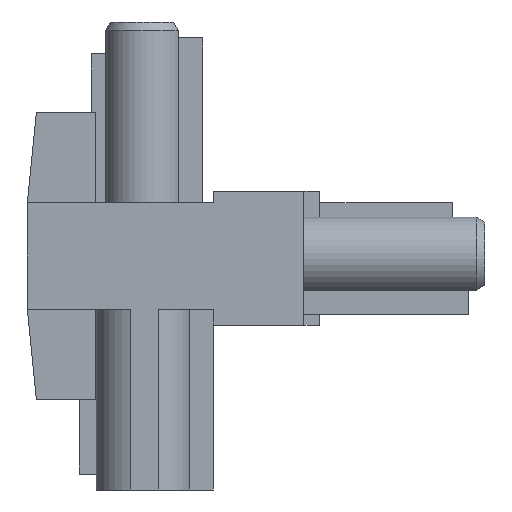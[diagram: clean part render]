
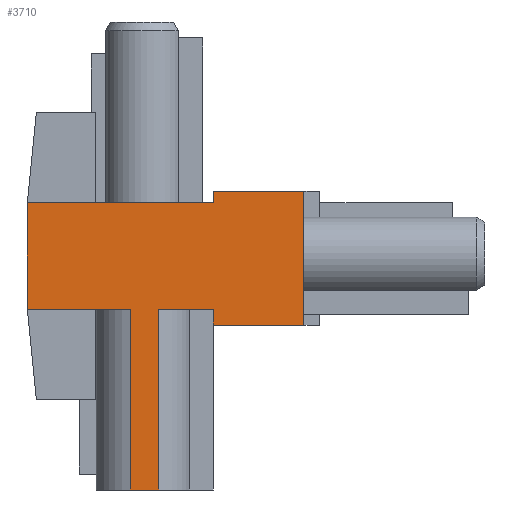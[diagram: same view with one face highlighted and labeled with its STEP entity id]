
A CAD part, left-side view. The second image highlights one B-rep face of the part: STEP entity #3710.
In plain terms, the highlighted planar face has unit normal (-1, 0, 0).
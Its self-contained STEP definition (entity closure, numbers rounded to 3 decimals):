
#64 = EDGE_CURVE ( 'NONE', #2580, #6988, #7173, .T. ) ;
#94 = CARTESIAN_POINT ( 'NONE',  ( -20.538, -16.903, 0. ) ) ;
#99 = CARTESIAN_POINT ( 'NONE',  ( -20.538, -16.903, 10. ) ) ;
#354 = LINE ( 'NONE', #3199, #7933 ) ;
#358 = EDGE_CURVE ( 'NONE', #370, #2580, #8297, .T. ) ;
#370 = VERTEX_POINT ( 'NONE', #99 ) ;
#406 = LINE ( 'NONE', #5948, #3611 ) ;
#440 = ORIENTED_EDGE ( 'NONE', *, *, #3882, .T. ) ;
#474 = LINE ( 'NONE', #7876, #4738 ) ;
#495 = CARTESIAN_POINT ( 'NONE',  ( -20.538, -9.069, -17.1 ) ) ;
#665 = CARTESIAN_POINT ( 'NONE',  ( -20.538, -12.403, -17.1 ) ) ;
#721 = EDGE_CURVE ( 'NONE', #5477, #877, #406, .T. ) ;
#877 = VERTEX_POINT ( 'NONE', #94 ) ;
#919 = VERTEX_POINT ( 'NONE', #1516 ) ;
#937 = ORIENTED_EDGE ( 'NONE', *, *, #721, .F. ) ;
#964 = CARTESIAN_POINT ( 'NONE',  ( -20.538, -11.737, -17.1 ) ) ;
#1004 = CARTESIAN_POINT ( 'NONE',  ( -20.538, 0.597, -17.1 ) ) ;
#1018 = ORIENTED_EDGE ( 'NONE', *, *, #64, .T. ) ;
#1473 = DIRECTION ( 'NONE',  ( 0., 1., 0. ) ) ;
#1480 = AXIS2_PLACEMENT_3D ( 'NONE', #665, #2714, #5326 ) ;
#1509 = VERTEX_POINT ( 'NONE', #6403 ) ;
#1516 = CARTESIAN_POINT ( 'NONE',  ( -20.538, -9.069, -17. ) ) ;
#1636 = FACE_OUTER_BOUND ( 'NONE', #7081, .T. ) ;
#1653 = DIRECTION ( 'NONE',  ( 0., -1., 0. ) ) ;
#1675 = ORIENTED_EDGE ( 'NONE', *, *, #8447, .F. ) ;
#1722 = VECTOR ( 'NONE', #5171, 1000. ) ;
#1793 = CARTESIAN_POINT ( 'NONE',  ( -20.538, 0.597, 0. ) ) ;
#1951 = ORIENTED_EDGE ( 'NONE', *, *, #7675, .T. ) ;
#2276 = CARTESIAN_POINT ( 'NONE',  ( -20.538, -12.403, 0. ) ) ;
#2289 = ORIENTED_EDGE ( 'NONE', *, *, #3823, .T. ) ;
#2462 = VECTOR ( 'NONE', #8107, 1000. ) ;
#2540 = CARTESIAN_POINT ( 'NONE',  ( -20.538, -12.403, 0. ) ) ;
#2580 = VERTEX_POINT ( 'NONE', #7109 ) ;
#2714 = DIRECTION ( 'NONE',  ( -1., 0., 0. ) ) ;
#2742 = VERTEX_POINT ( 'NONE', #2770 ) ;
#2770 = CARTESIAN_POINT ( 'NONE',  ( -20.538, -11.737, 0. ) ) ;
#2783 = VECTOR ( 'NONE', #1473, 1000. ) ;
#2931 = CARTESIAN_POINT ( 'NONE',  ( -20.538, -25.403, -1.5 ) ) ;
#3046 = ORIENTED_EDGE ( 'NONE', *, *, #3592, .T. ) ;
#3117 = ORIENTED_EDGE ( 'NONE', *, *, #7556, .T. ) ;
#3188 = LINE ( 'NONE', #4114, #2783 ) ;
#3189 = DIRECTION ( 'NONE',  ( 0., 0., 1. ) ) ;
#3199 = CARTESIAN_POINT ( 'NONE',  ( -20.538, -25.403, -17.1 ) ) ;
#3292 = LINE ( 'NONE', #5044, #8279 ) ;
#3592 = EDGE_CURVE ( 'NONE', #7494, #4753, #354, .T. ) ;
#3611 = VECTOR ( 'NONE', #3853, 1000. ) ;
#3710 = ADVANCED_FACE ( 'NONE', ( #1636 ), #7954, .T. ) ;
#3823 = EDGE_CURVE ( 'NONE', #4753, #6304, #3188, .T. ) ;
#3853 = DIRECTION ( 'NONE',  ( 0., 0., 1. ) ) ;
#3882 = EDGE_CURVE ( 'NONE', #6988, #5803, #5824, .T. ) ;
#3945 = VECTOR ( 'NONE', #5693, 1000. ) ;
#4114 = CARTESIAN_POINT ( 'NONE',  ( -20.538, -12.403, 11.1 ) ) ;
#4120 = EDGE_CURVE ( 'NONE', #919, #1509, #474, .T. ) ;
#4434 = VECTOR ( 'NONE', #6253, 1000. ) ;
#4484 = LINE ( 'NONE', #7210, #6469 ) ;
#4738 = VECTOR ( 'NONE', #5261, 1000. ) ;
#4753 = VERTEX_POINT ( 'NONE', #7000 ) ;
#4773 = LINE ( 'NONE', #964, #4434 ) ;
#4820 = CARTESIAN_POINT ( 'NONE',  ( -20.538, -16.903, 11.1 ) ) ;
#4875 = VECTOR ( 'NONE', #1653, 1000. ) ;
#5044 = CARTESIAN_POINT ( 'NONE',  ( -20.538, -12.403, -1.5 ) ) ;
#5171 = DIRECTION ( 'NONE',  ( 0., 0., -1. ) ) ;
#5244 = ORIENTED_EDGE ( 'NONE', *, *, #7765, .T. ) ;
#5261 = DIRECTION ( 'NONE',  ( 0., -1., 0. ) ) ;
#5326 = DIRECTION ( 'NONE',  ( 0., 0., 1. ) ) ;
#5477 = VERTEX_POINT ( 'NONE', #7860 ) ;
#5693 = DIRECTION ( 'NONE',  ( 0., 0., -1. ) ) ;
#5803 = VERTEX_POINT ( 'NONE', #6141 ) ;
#5824 = LINE ( 'NONE', #2276, #4875 ) ;
#5948 = CARTESIAN_POINT ( 'NONE',  ( -20.538, -16.903, -1.5 ) ) ;
#6133 = CARTESIAN_POINT ( 'NONE',  ( -20.538, -12.403, 10. ) ) ;
#6141 = CARTESIAN_POINT ( 'NONE',  ( -20.538, -9.069, 0. ) ) ;
#6253 = DIRECTION ( 'NONE',  ( 0., 0., 1. ) ) ;
#6304 = VERTEX_POINT ( 'NONE', #4820 ) ;
#6403 = CARTESIAN_POINT ( 'NONE',  ( -20.538, -11.737, -17. ) ) ;
#6429 = LINE ( 'NONE', #495, #1722 ) ;
#6469 = VECTOR ( 'NONE', #3189, 1000. ) ;
#6568 = DIRECTION ( 'NONE',  ( 0., 0., 1. ) ) ;
#6900 = ORIENTED_EDGE ( 'NONE', *, *, #4120, .T. ) ;
#6988 = VERTEX_POINT ( 'NONE', #1793 ) ;
#7000 = CARTESIAN_POINT ( 'NONE',  ( -20.538, -25.403, 11.1 ) ) ;
#7025 = EDGE_CURVE ( 'NONE', #2742, #877, #7892, .T. ) ;
#7081 = EDGE_LOOP ( 'NONE', ( #1018, #440, #1951, #6900, #5244, #8224, #937, #3117, #3046, #2289, #1675, #8516 ) ) ;
#7092 = DIRECTION ( 'NONE',  ( 0., -1., 0. ) ) ;
#7109 = CARTESIAN_POINT ( 'NONE',  ( -20.538, 0.597, 10. ) ) ;
#7173 = LINE ( 'NONE', #1004, #3945 ) ;
#7210 = CARTESIAN_POINT ( 'NONE',  ( -20.538, -16.903, -1.5 ) ) ;
#7494 = VERTEX_POINT ( 'NONE', #2931 ) ;
#7556 = EDGE_CURVE ( 'NONE', #5477, #7494, #3292, .T. ) ;
#7571 = VECTOR ( 'NONE', #8580, 1000. ) ;
#7675 = EDGE_CURVE ( 'NONE', #5803, #919, #6429, .T. ) ;
#7765 = EDGE_CURVE ( 'NONE', #1509, #2742, #4773, .T. ) ;
#7860 = CARTESIAN_POINT ( 'NONE',  ( -20.538, -16.903, -1.5 ) ) ;
#7876 = CARTESIAN_POINT ( 'NONE',  ( -20.538, -12.403, -17. ) ) ;
#7892 = LINE ( 'NONE', #2540, #7571 ) ;
#7933 = VECTOR ( 'NONE', #6568, 1000. ) ;
#7954 = PLANE ( 'NONE',  #1480 ) ;
#8107 = DIRECTION ( 'NONE',  ( 0., 1., 0. ) ) ;
#8224 = ORIENTED_EDGE ( 'NONE', *, *, #7025, .T. ) ;
#8279 = VECTOR ( 'NONE', #7092, 1000. ) ;
#8297 = LINE ( 'NONE', #6133, #2462 ) ;
#8447 = EDGE_CURVE ( 'NONE', #370, #6304, #4484, .T. ) ;
#8516 = ORIENTED_EDGE ( 'NONE', *, *, #358, .T. ) ;
#8580 = DIRECTION ( 'NONE',  ( 0., -1., 0. ) ) ;
